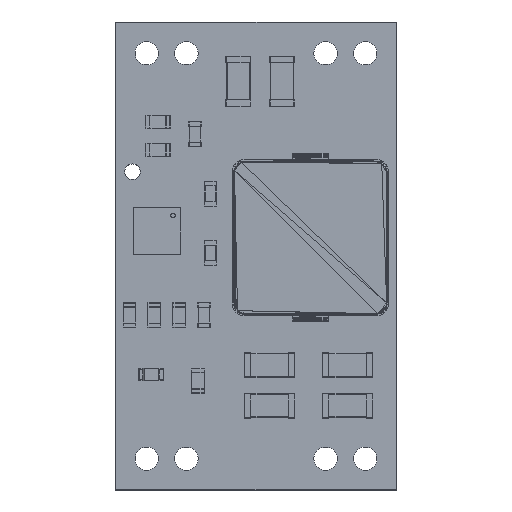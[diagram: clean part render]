
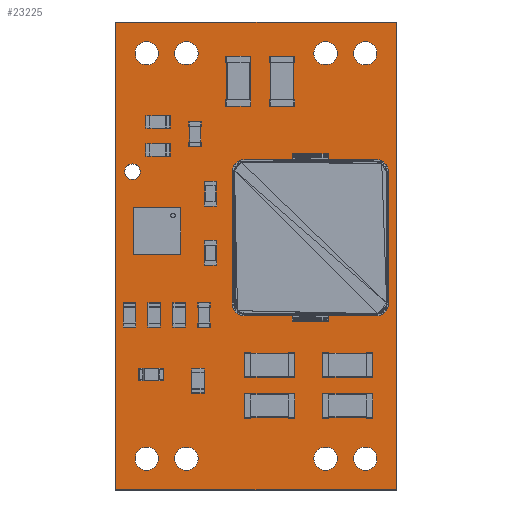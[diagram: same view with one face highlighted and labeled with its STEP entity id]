
A CAD part, top view. The second image highlights one B-rep face of the part: STEP entity #23225.
In plain terms, the highlighted planar face has unit normal (0, 0, 1).
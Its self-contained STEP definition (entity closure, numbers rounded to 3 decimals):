
#23014 = VERTEX_POINT('',#23015);
#23015 = CARTESIAN_POINT('',(0.,-30.,1.6));
#23021 = EDGE_CURVE('',#23014,#23022,#23024,.T.);
#23022 = VERTEX_POINT('',#23023);
#23023 = CARTESIAN_POINT('',(0.,0.,1.6));
#23024 = LINE('',#23025,#23026);
#23025 = CARTESIAN_POINT('',(0.,-30.,1.6));
#23026 = VECTOR('',#23027,1.);
#23027 = DIRECTION('',(0.,1.,0.));
#23054 = VERTEX_POINT('',#23055);
#23055 = CARTESIAN_POINT('',(18.,-30.,1.6));
#23061 = EDGE_CURVE('',#23054,#23014,#23062,.T.);
#23062 = LINE('',#23063,#23064);
#23063 = CARTESIAN_POINT('',(18.,-30.,1.6));
#23064 = VECTOR('',#23065,1.);
#23065 = DIRECTION('',(-1.,0.,0.));
#23083 = EDGE_CURVE('',#23022,#23084,#23086,.T.);
#23084 = VERTEX_POINT('',#23085);
#23085 = CARTESIAN_POINT('',(18.,0.,1.6));
#23086 = LINE('',#23087,#23088);
#23087 = CARTESIAN_POINT('',(0.,0.,1.6));
#23088 = VECTOR('',#23089,1.);
#23089 = DIRECTION('',(1.,0.,0.));
#23225 = ADVANCED_FACE('',(#23226,#23237,#23248,#23259,#23270,#23281,
    #23292,#23303,#23314,#23325),#23336,.F.);
#23226 = FACE_BOUND('',#23227,.F.);
#23227 = EDGE_LOOP('',(#23228,#23229,#23230,#23236));
#23228 = ORIENTED_EDGE('',*,*,#23021,.T.);
#23229 = ORIENTED_EDGE('',*,*,#23083,.T.);
#23230 = ORIENTED_EDGE('',*,*,#23231,.T.);
#23231 = EDGE_CURVE('',#23084,#23054,#23232,.T.);
#23232 = LINE('',#23233,#23234);
#23233 = CARTESIAN_POINT('',(18.,0.,1.6));
#23234 = VECTOR('',#23235,1.);
#23235 = DIRECTION('',(0.,-1.,0.));
#23236 = ORIENTED_EDGE('',*,*,#23061,.T.);
#23237 = FACE_BOUND('',#23238,.F.);
#23238 = EDGE_LOOP('',(#23239));
#23239 = ORIENTED_EDGE('',*,*,#23240,.T.);
#23240 = EDGE_CURVE('',#23241,#23241,#23243,.T.);
#23241 = VERTEX_POINT('',#23242);
#23242 = CARTESIAN_POINT('',(16.75,-28.,1.6));
#23243 = CIRCLE('',#23244,0.75);
#23244 = AXIS2_PLACEMENT_3D('',#23245,#23246,#23247);
#23245 = CARTESIAN_POINT('',(16.,-28.,1.6));
#23246 = DIRECTION('',(0.,0.,1.));
#23247 = DIRECTION('',(1.,0.,-0.));
#23248 = FACE_BOUND('',#23249,.F.);
#23249 = EDGE_LOOP('',(#23250));
#23250 = ORIENTED_EDGE('',*,*,#23251,.T.);
#23251 = EDGE_CURVE('',#23252,#23252,#23254,.T.);
#23252 = VERTEX_POINT('',#23253);
#23253 = CARTESIAN_POINT('',(14.21,-28.,1.6));
#23254 = CIRCLE('',#23255,0.75);
#23255 = AXIS2_PLACEMENT_3D('',#23256,#23257,#23258);
#23256 = CARTESIAN_POINT('',(13.46,-28.,1.6));
#23257 = DIRECTION('',(0.,0.,1.));
#23258 = DIRECTION('',(1.,0.,-0.));
#23259 = FACE_BOUND('',#23260,.F.);
#23260 = EDGE_LOOP('',(#23261));
#23261 = ORIENTED_EDGE('',*,*,#23262,.T.);
#23262 = EDGE_CURVE('',#23263,#23263,#23265,.T.);
#23263 = VERTEX_POINT('',#23264);
#23264 = CARTESIAN_POINT('',(5.29,-28.,1.6));
#23265 = CIRCLE('',#23266,0.75);
#23266 = AXIS2_PLACEMENT_3D('',#23267,#23268,#23269);
#23267 = CARTESIAN_POINT('',(4.54,-28.,1.6));
#23268 = DIRECTION('',(0.,0.,1.));
#23269 = DIRECTION('',(1.,0.,-0.));
#23270 = FACE_BOUND('',#23271,.F.);
#23271 = EDGE_LOOP('',(#23272));
#23272 = ORIENTED_EDGE('',*,*,#23273,.T.);
#23273 = EDGE_CURVE('',#23274,#23274,#23276,.T.);
#23274 = VERTEX_POINT('',#23275);
#23275 = CARTESIAN_POINT('',(2.75,-28.,1.6));
#23276 = CIRCLE('',#23277,0.75);
#23277 = AXIS2_PLACEMENT_3D('',#23278,#23279,#23280);
#23278 = CARTESIAN_POINT('',(2.,-28.,1.6));
#23279 = DIRECTION('',(0.,0.,1.));
#23280 = DIRECTION('',(1.,0.,-0.));
#23281 = FACE_BOUND('',#23282,.F.);
#23282 = EDGE_LOOP('',(#23283));
#23283 = ORIENTED_EDGE('',*,*,#23284,.T.);
#23284 = EDGE_CURVE('',#23285,#23285,#23287,.T.);
#23285 = VERTEX_POINT('',#23286);
#23286 = CARTESIAN_POINT('',(16.75,-2.,1.6));
#23287 = CIRCLE('',#23288,0.75);
#23288 = AXIS2_PLACEMENT_3D('',#23289,#23290,#23291);
#23289 = CARTESIAN_POINT('',(16.,-2.,1.6));
#23290 = DIRECTION('',(0.,0.,1.));
#23291 = DIRECTION('',(1.,0.,-0.));
#23292 = FACE_BOUND('',#23293,.F.);
#23293 = EDGE_LOOP('',(#23294));
#23294 = ORIENTED_EDGE('',*,*,#23295,.T.);
#23295 = EDGE_CURVE('',#23296,#23296,#23298,.T.);
#23296 = VERTEX_POINT('',#23297);
#23297 = CARTESIAN_POINT('',(14.21,-2.,1.6));
#23298 = CIRCLE('',#23299,0.75);
#23299 = AXIS2_PLACEMENT_3D('',#23300,#23301,#23302);
#23300 = CARTESIAN_POINT('',(13.46,-2.,1.6));
#23301 = DIRECTION('',(0.,0.,1.));
#23302 = DIRECTION('',(1.,0.,-0.));
#23303 = FACE_BOUND('',#23304,.F.);
#23304 = EDGE_LOOP('',(#23305));
#23305 = ORIENTED_EDGE('',*,*,#23306,.T.);
#23306 = EDGE_CURVE('',#23307,#23307,#23309,.T.);
#23307 = VERTEX_POINT('',#23308);
#23308 = CARTESIAN_POINT('',(1.575,-9.6,1.6));
#23309 = CIRCLE('',#23310,0.5);
#23310 = AXIS2_PLACEMENT_3D('',#23311,#23312,#23313);
#23311 = CARTESIAN_POINT('',(1.075,-9.6,1.6));
#23312 = DIRECTION('',(0.,0.,1.));
#23313 = DIRECTION('',(1.,0.,-0.));
#23314 = FACE_BOUND('',#23315,.F.);
#23315 = EDGE_LOOP('',(#23316));
#23316 = ORIENTED_EDGE('',*,*,#23317,.T.);
#23317 = EDGE_CURVE('',#23318,#23318,#23320,.T.);
#23318 = VERTEX_POINT('',#23319);
#23319 = CARTESIAN_POINT('',(5.29,-2.,1.6));
#23320 = CIRCLE('',#23321,0.75);
#23321 = AXIS2_PLACEMENT_3D('',#23322,#23323,#23324);
#23322 = CARTESIAN_POINT('',(4.54,-2.,1.6));
#23323 = DIRECTION('',(0.,0.,1.));
#23324 = DIRECTION('',(1.,0.,-0.));
#23325 = FACE_BOUND('',#23326,.F.);
#23326 = EDGE_LOOP('',(#23327));
#23327 = ORIENTED_EDGE('',*,*,#23328,.T.);
#23328 = EDGE_CURVE('',#23329,#23329,#23331,.T.);
#23329 = VERTEX_POINT('',#23330);
#23330 = CARTESIAN_POINT('',(2.75,-2.,1.6));
#23331 = CIRCLE('',#23332,0.75);
#23332 = AXIS2_PLACEMENT_3D('',#23333,#23334,#23335);
#23333 = CARTESIAN_POINT('',(2.,-2.,1.6));
#23334 = DIRECTION('',(0.,0.,1.));
#23335 = DIRECTION('',(1.,0.,-0.));
#23336 = PLANE('',#23337);
#23337 = AXIS2_PLACEMENT_3D('',#23338,#23339,#23340);
#23338 = CARTESIAN_POINT('',(9.,-15.,1.6));
#23339 = DIRECTION('',(-0.,-0.,-1.));
#23340 = DIRECTION('',(-1.,0.,0.));
